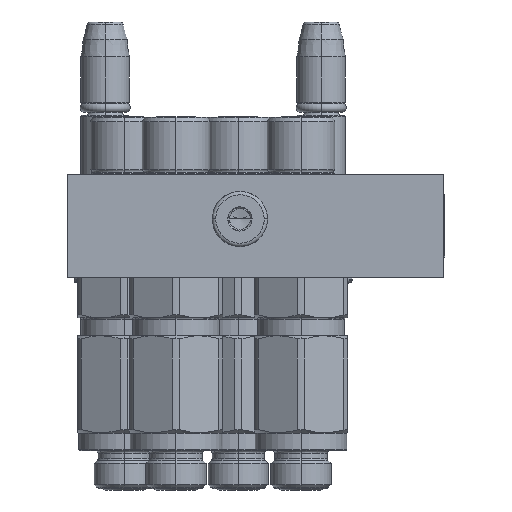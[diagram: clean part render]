
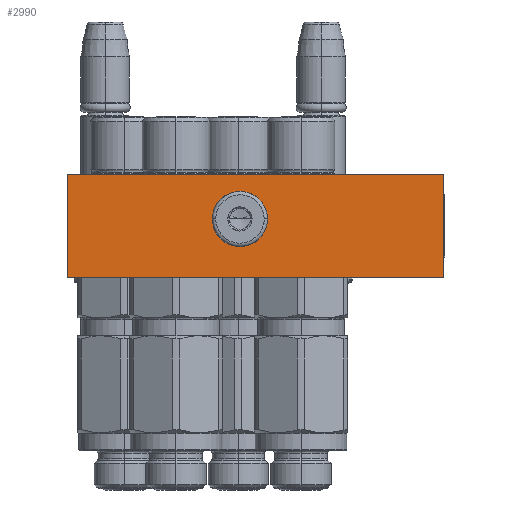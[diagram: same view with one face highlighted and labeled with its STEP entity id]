
A CAD part, front view. The second image highlights one B-rep face of the part: STEP entity #2990.
In plain terms, the highlighted face is planar.
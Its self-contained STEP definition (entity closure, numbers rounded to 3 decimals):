
#1092 = CARTESIAN_POINT ( 'NONE',  ( -7.13, 8.44, -50. ) ) ;
#1459 = CARTESIAN_POINT ( 'NONE',  ( -54.5, 0., -50. ) ) ;
#2537 = ORIENTED_EDGE ( 'NONE', *, *, #13240, .F. ) ;
#2926 = VECTOR ( 'NONE', #37377, 1000. ) ;
#2990 = ADVANCED_FACE ( 'NONE', ( #38598, #7945 ), #26458, .T. ) ;
#3034 = CARTESIAN_POINT ( 'NONE',  ( 0.719, 12.654, -50. ) ) ;
#3402 = CARTESIAN_POINT ( 'NONE',  ( -3.815, 7.78, -50. ) ) ;
#3591 = CARTESIAN_POINT ( 'NONE',  ( 0.061, 10.371, -50. ) ) ;
#3773 = CARTESIAN_POINT ( 'NONE',  ( 0.72, 13., -50. ) ) ;
#3998 = CARTESIAN_POINT ( 'NONE',  ( 0.653, 13.85, -50. ) ) ;
#4369 = CARTESIAN_POINT ( 'NONE',  ( -0.325, 16.207, -50. ) ) ;
#4514 = CARTESIAN_POINT ( 'NONE',  ( 54.5, 0., -50. ) ) ;
#6248 = LINE ( 'NONE', #4514, #2926 ) ;
#6711 = CARTESIAN_POINT ( 'NONE',  ( -9.72, 13., -50. ) ) ;
#7633 = CARTESIAN_POINT ( 'NONE',  ( 0.686, 12.315, -50. ) ) ;
#7671 = EDGE_CURVE ( 'NONE', #28973, #38248, #24179, .T. ) ;
#7945 = FACE_OUTER_BOUND ( 'NONE', #41035, .T. ) ;
#8038 = CARTESIAN_POINT ( 'NONE',  ( -9.719, 13.346, -50. ) ) ;
#8398 = CARTESIAN_POINT ( 'NONE',  ( -9.686, 13.685, -50. ) ) ;
#8562 = CARTESIAN_POINT ( 'NONE',  ( -7.13, 17.561, -50. ) ) ;
#8753 = CARTESIAN_POINT ( 'NONE',  ( -8.675, 16.207, -50. ) ) ;
#9166 = DIRECTION ( 'NONE',  ( 0., 1., 0. ) ) ;
#9326 = CARTESIAN_POINT ( 'NONE',  ( -7.707, 8.825, -50. ) ) ;
#10141 = EDGE_CURVE ( 'NONE', #28704, #27090, #22694, .T. ) ;
#10584 = DIRECTION ( 'NONE',  ( -1., 0., 0. ) ) ;
#10598 = ORIENTED_EDGE ( 'NONE', *, *, #7671, .T. ) ;
#11395 = CARTESIAN_POINT ( 'NONE',  ( -4.5, 7.78, -50. ) ) ;
#12212 = CARTESIAN_POINT ( 'NONE',  ( -9.446, 14.679, -50. ) ) ;
#12396 = CARTESIAN_POINT ( 'NONE',  ( 0.553, 14.354, -50. ) ) ;
#12732 = CARTESIAN_POINT ( 'NONE',  ( -9.545, 14.353, -50. ) ) ;
#13172 = EDGE_LOOP ( 'NONE', ( #14095, #47628, #20867 ) ) ;
#13240 = EDGE_CURVE ( 'NONE', #34829, #38248, #43099, .T. ) ;
#14095 = ORIENTED_EDGE ( 'NONE', *, *, #10141, .T. ) ;
#14206 = CARTESIAN_POINT ( 'NONE',  ( -9.678, 12.317, -50. ) ) ;
#15636 = CARTESIAN_POINT ( 'NONE',  ( -0.325, 9.793, -50. ) ) ;
#15815 = CARTESIAN_POINT ( 'NONE',  ( 0.446, 11.321, -50. ) ) ;
#16074 = VERTEX_POINT ( 'NONE', #31544 ) ;
#16354 = VECTOR ( 'NONE', #9166, 1000. ) ;
#17697 = CARTESIAN_POINT ( 'NONE',  ( -8.675, 9.793, -50. ) ) ;
#20186 = EDGE_CURVE ( 'NONE', #27090, #16074, #53152, .T. ) ;
#20382 = CARTESIAN_POINT ( 'NONE',  ( 0.586, 11.815, -50. ) ) ;
#20558 = CARTESIAN_POINT ( 'NONE',  ( -4.5, 7.78, -50. ) ) ;
#20766 = CARTESIAN_POINT ( 'NONE',  ( 0.454, 14.681, -50. ) ) ;
#20867 = ORIENTED_EDGE ( 'NONE', *, *, #28308, .T. ) ;
#21430 = LINE ( 'NONE', #29627, #22743 ) ;
#22059 = CARTESIAN_POINT ( 'NONE',  ( -4.5, 7.78, -50. ) ) ;
#22236 = CARTESIAN_POINT ( 'NONE',  ( -5.865, 7.915, -50. ) ) ;
#22694 = B_SPLINE_CURVE_WITH_KNOTS ( 'NONE', 3,
 ( #47240, #34348, #42873, #14206, #30876, #39036, #30154, #38674, #17697, #9326, #1092, #22236, #38488, #22059 ),
 .UNSPECIFIED., .F., .F.,
 ( 4, 2, 2, 2, 2, 2, 4 ),
 ( 0., 0.031, 0.063, 0.125, 0.25, 0.375, 0.5 ),
 .UNSPECIFIED. ) ;
#22743 = VECTOR ( 'NONE', #33120, 1000. ) ;
#24179 = LINE ( 'NONE', #1459, #16354 ) ;
#24195 = CARTESIAN_POINT ( 'NONE',  ( -1.293, 8.825, -50. ) ) ;
#24603 = CARTESIAN_POINT ( 'NONE',  ( -5.865, 18.084, -50. ) ) ;
#24774 = CARTESIAN_POINT ( 'NONE',  ( 0.72, 13.173, -50. ) ) ;
#24955 = CARTESIAN_POINT ( 'NONE',  ( -1.293, 17.175, -50. ) ) ;
#26458 = PLANE ( 'NONE',  #32570 ) ;
#27090 = VERTEX_POINT ( 'NONE', #11395 ) ;
#28023 = CARTESIAN_POINT ( 'NONE',  ( 54.5, 30., -50. ) ) ;
#28308 = EDGE_CURVE ( 'NONE', #16074, #28704, #42034, .T. ) ;
#28704 = VERTEX_POINT ( 'NONE', #6711 ) ;
#28835 = CARTESIAN_POINT ( 'NONE',  ( -9.061, 15.629, -50. ) ) ;
#28973 = VERTEX_POINT ( 'NONE', #34594 ) ;
#29033 = CARTESIAN_POINT ( 'NONE',  ( -9.586, 14.185, -50. ) ) ;
#29395 = CARTESIAN_POINT ( 'NONE',  ( 0.72, 13., -50. ) ) ;
#29627 = CARTESIAN_POINT ( 'NONE',  ( 54.5, 0., -50. ) ) ;
#30154 = CARTESIAN_POINT ( 'NONE',  ( -9.454, 11.319, -50. ) ) ;
#30449 = ORIENTED_EDGE ( 'NONE', *, *, #41490, .T. ) ;
#30876 = CARTESIAN_POINT ( 'NONE',  ( -9.653, 12.15, -50. ) ) ;
#30916 = CARTESIAN_POINT ( 'NONE',  ( 54.5, 0., -50. ) ) ;
#31544 = CARTESIAN_POINT ( 'NONE',  ( 0.72, 13., -50. ) ) ;
#32570 = AXIS2_PLACEMENT_3D ( 'NONE', #30916, #51805, #10584 ) ;
#32796 = CARTESIAN_POINT ( 'NONE',  ( 54.5, 30., -50. ) ) ;
#32844 = CARTESIAN_POINT ( 'NONE',  ( -1.87, 8.439, -50. ) ) ;
#33063 = CARTESIAN_POINT ( 'NONE',  ( -9.388, 14.84, -50. ) ) ;
#33120 = DIRECTION ( 'NONE',  ( -1., 0., 0. ) ) ;
#33246 = CARTESIAN_POINT ( 'NONE',  ( -9.72, 13., -50. ) ) ;
#34348 = CARTESIAN_POINT ( 'NONE',  ( -9.72, 12.827, -50. ) ) ;
#34594 = CARTESIAN_POINT ( 'NONE',  ( -54.5, 0., -50. ) ) ;
#34829 = VERTEX_POINT ( 'NONE', #28023 ) ;
#36219 = EDGE_CURVE ( 'NONE', #43620, #34829, #6248, .T. ) ;
#36485 = CARTESIAN_POINT ( 'NONE',  ( -3.135, 7.916, -50. ) ) ;
#36668 = ORIENTED_EDGE ( 'NONE', *, *, #36219, .F. ) ;
#36971 = DIRECTION ( 'NONE',  ( -1., 0., 0. ) ) ;
#37377 = DIRECTION ( 'NONE',  ( 0., 1., 0. ) ) ;
#37422 = CARTESIAN_POINT ( 'NONE',  ( 0.711, 13.344, -50. ) ) ;
#37753 = CARTESIAN_POINT ( 'NONE',  ( -7.707, 17.175, -50. ) ) ;
#38248 = VERTEX_POINT ( 'NONE', #43545 ) ;
#38488 = CARTESIAN_POINT ( 'NONE',  ( -5.185, 7.78, -50. ) ) ;
#38598 = FACE_BOUND ( 'NONE', #13172, .T. ) ;
#38674 = CARTESIAN_POINT ( 'NONE',  ( -9.061, 10.37, -50. ) ) ;
#39036 = CARTESIAN_POINT ( 'NONE',  ( -9.553, 11.646, -50. ) ) ;
#41035 = EDGE_LOOP ( 'NONE', ( #10598, #2537, #36668, #30449 ) ) ;
#41490 = EDGE_CURVE ( 'NONE', #43620, #28973, #21430, .T. ) ;
#41778 = CARTESIAN_POINT ( 'NONE',  ( -5.185, 18.22, -50. ) ) ;
#42034 = B_SPLINE_CURVE_WITH_KNOTS ( 'NONE', 3,
 ( #29395, #24774, #37422, #42135, #3998, #12396, #20766, #46293, #4369, #24955, #53801, #53969, #49775, #41778, #24603, #8562, #37753, #8753, #28835, #33063, #12212, #12732, #29033, #8398, #8038, #33246 ),
 .UNSPECIFIED., .F., .F.,
 ( 4, 2, 2, 2, 2, 2, 2, 2, 2, 2, 2, 2, 4 ),
 ( 0., 0.031, 0.062, 0.125, 0.25, 0.375, 0.5, 0.625, 0.75, 0.875, 0.906, 0.937, 1. ),
 .UNSPECIFIED. ) ;
#42135 = CARTESIAN_POINT ( 'NONE',  ( 0.678, 13.683, -50. ) ) ;
#42873 = CARTESIAN_POINT ( 'NONE',  ( -9.711, 12.656, -50. ) ) ;
#43099 = LINE ( 'NONE', #32796, #43792 ) ;
#43545 = CARTESIAN_POINT ( 'NONE',  ( -54.5, 30., -50. ) ) ;
#43620 = VERTEX_POINT ( 'NONE', #51264 ) ;
#43792 = VECTOR ( 'NONE', #36971, 1000. ) ;
#44835 = CARTESIAN_POINT ( 'NONE',  ( 0.388, 11.16, -50. ) ) ;
#46293 = CARTESIAN_POINT ( 'NONE',  ( 0.061, 15.63, -50. ) ) ;
#47240 = CARTESIAN_POINT ( 'NONE',  ( -9.72, 13., -50. ) ) ;
#47628 = ORIENTED_EDGE ( 'NONE', *, *, #20186, .T. ) ;
#48998 = CARTESIAN_POINT ( 'NONE',  ( 0.545, 11.647, -50. ) ) ;
#49775 = CARTESIAN_POINT ( 'NONE',  ( -3.815, 18.22, -50. ) ) ;
#51264 = CARTESIAN_POINT ( 'NONE',  ( 54.5, 0., -50. ) ) ;
#51805 = DIRECTION ( 'NONE',  ( 0., 0., -1. ) ) ;
#53152 = B_SPLINE_CURVE_WITH_KNOTS ( 'NONE', 3,
 ( #20558, #3402, #36485, #32844, #24195, #15636, #3591, #44835, #15815, #48998, #20382, #7633, #3034, #3773 ),
 .UNSPECIFIED., .F., .F.,
 ( 4, 2, 2, 2, 2, 2, 4 ),
 ( 0.5, 0.625, 0.75, 0.875, 0.906, 0.938, 1. ),
 .UNSPECIFIED. ) ;
#53801 = CARTESIAN_POINT ( 'NONE',  ( -1.87, 17.56, -50. ) ) ;
#53969 = CARTESIAN_POINT ( 'NONE',  ( -3.135, 18.085, -50. ) ) ;
